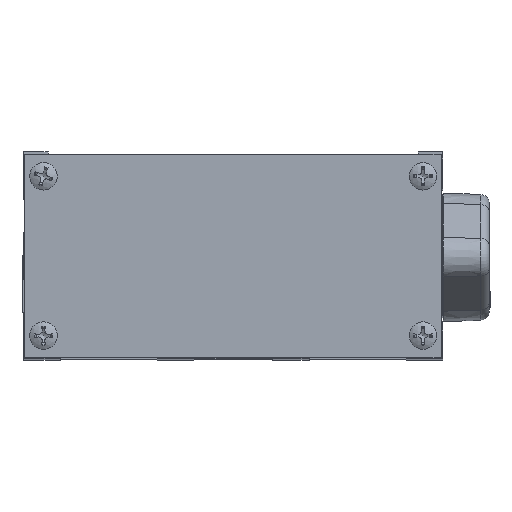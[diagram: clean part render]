
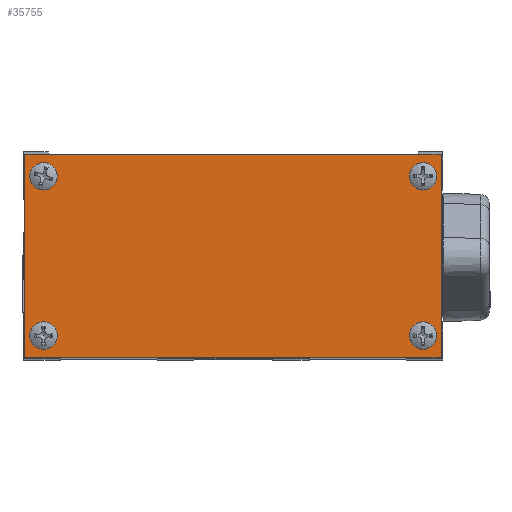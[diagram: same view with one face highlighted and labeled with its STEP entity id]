
A CAD part, top view. The second image highlights one B-rep face of the part: STEP entity #35755.
In plain terms, the highlighted planar face has unit normal (0, 0, 1).
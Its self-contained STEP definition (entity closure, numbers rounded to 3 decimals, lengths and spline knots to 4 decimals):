
#1166=PLANE('',#38166);
#2661=LINE('',#50380,#6324);
#2665=LINE('',#50388,#6328);
#2668=LINE('',#50394,#6331);
#2671=LINE('',#50399,#6334);
#6324=VECTOR('',#41044,0.3937);
#6328=VECTOR('',#41050,0.3937);
#6331=VECTOR('',#41055,0.3937);
#6334=VECTOR('',#41060,0.3937);
#9921=FACE_BOUND('',#13249,.T.);
#9922=FACE_BOUND('',#13250,.T.);
#9923=FACE_BOUND('',#13251,.T.);
#9924=FACE_BOUND('',#13252,.T.);
#11269=FACE_OUTER_BOUND('',#13248,.T.);
#13248=EDGE_LOOP('',(#25701,#25702,#25703,#25704));
#13249=EDGE_LOOP('',(#25705));
#13250=EDGE_LOOP('',(#25706));
#13251=EDGE_LOOP('',(#25707));
#13252=EDGE_LOOP('',(#25708));
#15615=CIRCLE('',#38150,0.0859);
#15617=CIRCLE('',#38153,0.0859);
#15619=CIRCLE('',#38156,0.0859);
#15621=CIRCLE('',#38159,0.0859);
#16424=VERTEX_POINT('',#50358);
#16426=VERTEX_POINT('',#50363);
#16428=VERTEX_POINT('',#50368);
#16430=VERTEX_POINT('',#50373);
#16432=VERTEX_POINT('',#50378);
#16433=VERTEX_POINT('',#50379);
#16436=VERTEX_POINT('',#50387);
#16438=VERTEX_POINT('',#50393);
#20075=EDGE_CURVE('',#16424,#16424,#15615,.T.);
#20077=EDGE_CURVE('',#16426,#16426,#15617,.T.);
#20079=EDGE_CURVE('',#16428,#16428,#15619,.T.);
#20081=EDGE_CURVE('',#16430,#16430,#15621,.T.);
#20083=EDGE_CURVE('',#16432,#16433,#2661,.T.);
#20087=EDGE_CURVE('',#16433,#16436,#2665,.T.);
#20090=EDGE_CURVE('',#16436,#16438,#2668,.T.);
#20093=EDGE_CURVE('',#16438,#16432,#2671,.T.);
#25701=ORIENTED_EDGE('',*,*,#20083,.F.);
#25702=ORIENTED_EDGE('',*,*,#20093,.F.);
#25703=ORIENTED_EDGE('',*,*,#20090,.F.);
#25704=ORIENTED_EDGE('',*,*,#20087,.F.);
#25705=ORIENTED_EDGE('',*,*,#20075,.T.);
#25706=ORIENTED_EDGE('',*,*,#20077,.T.);
#25707=ORIENTED_EDGE('',*,*,#20079,.T.);
#25708=ORIENTED_EDGE('',*,*,#20081,.T.);
#35755=ADVANCED_FACE('',(#11269,#9921,#9922,#9923,#9924),#1166,.T.);
#38150=AXIS2_PLACEMENT_3D('',#50359,#41020,#41021);
#38153=AXIS2_PLACEMENT_3D('',#50364,#41026,#41027);
#38156=AXIS2_PLACEMENT_3D('',#50369,#41032,#41033);
#38159=AXIS2_PLACEMENT_3D('',#50374,#41038,#41039);
#38166=AXIS2_PLACEMENT_3D('',#50402,#41064,#41065);
#41020=DIRECTION('center_axis',(0.,0.,-1.));
#41021=DIRECTION('ref_axis',(-1.,0.,0.));
#41026=DIRECTION('center_axis',(0.,0.,-1.));
#41027=DIRECTION('ref_axis',(-1.,0.,0.));
#41032=DIRECTION('center_axis',(0.,0.,-1.));
#41033=DIRECTION('ref_axis',(-1.,0.,0.));
#41038=DIRECTION('center_axis',(0.,0.,-1.));
#41039=DIRECTION('ref_axis',(-1.,0.,0.));
#41044=DIRECTION('',(0.,1.,0.));
#41050=DIRECTION('',(1.,0.,0.));
#41055=DIRECTION('',(0.,-1.,0.));
#41060=DIRECTION('',(-1.,0.,0.));
#41064=DIRECTION('center_axis',(0.,0.,1.));
#41065=DIRECTION('ref_axis',(1.,0.,0.));
#50358=CARTESIAN_POINT('',(3.3669,0.18,0.063));
#50359=CARTESIAN_POINT('Origin',(3.281,0.18,0.063));
#50363=CARTESIAN_POINT('',(3.3669,1.492,0.063));
#50364=CARTESIAN_POINT('Origin',(3.281,1.492,0.063));
#50368=CARTESIAN_POINT('',(0.2419,0.18,0.063));
#50369=CARTESIAN_POINT('Origin',(0.156,0.18,0.063));
#50373=CARTESIAN_POINT('',(0.2419,1.492,0.063));
#50374=CARTESIAN_POINT('Origin',(0.156,1.492,0.063));
#50378=CARTESIAN_POINT('',(0.,0.,0.063));
#50379=CARTESIAN_POINT('',(0.,1.671,0.063));
#50380=CARTESIAN_POINT('',(0.,1.671,0.063));
#50387=CARTESIAN_POINT('',(3.43,1.671,0.063));
#50388=CARTESIAN_POINT('',(3.43,1.671,0.063));
#50393=CARTESIAN_POINT('',(3.43,0.,0.063));
#50394=CARTESIAN_POINT('',(3.43,0.,0.063));
#50399=CARTESIAN_POINT('',(0.,0.,0.063));
#50402=CARTESIAN_POINT('Origin',(1.715,0.8355,0.063));
